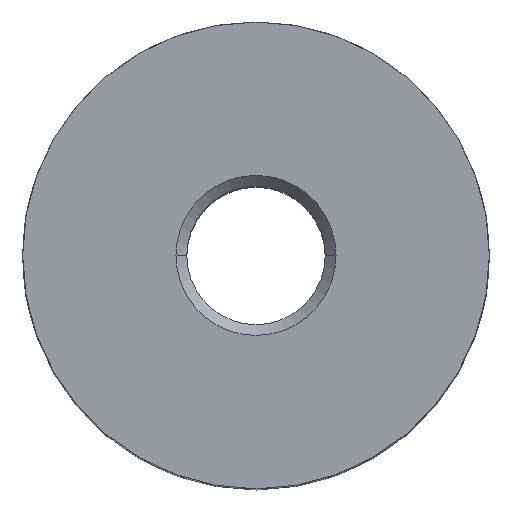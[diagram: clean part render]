
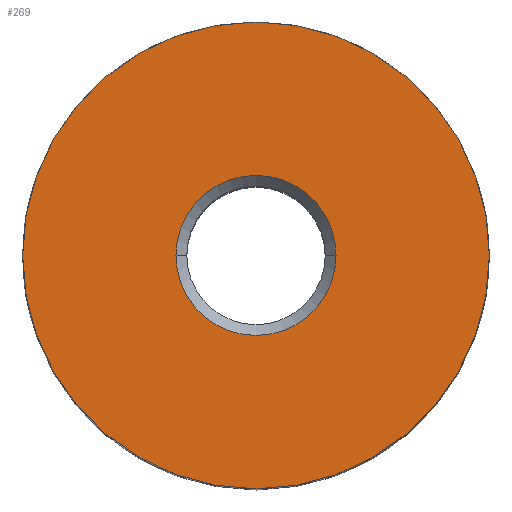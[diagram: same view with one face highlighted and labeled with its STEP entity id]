
A CAD part, top view. The second image highlights one B-rep face of the part: STEP entity #269.
In plain terms, the highlighted planar face has unit normal (0, 0, 1).
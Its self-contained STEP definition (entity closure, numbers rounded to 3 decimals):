
#269=ADVANCED_FACE('',(#673,#674),#675,.T.);
#299=VERTEX_POINT('',#707);
#303=VERTEX_POINT('',#711);
#305=EDGE_CURVE('',#303,#299,#713,.T.);
#431=VERTEX_POINT('',#839);
#435=VERTEX_POINT('',#843);
#439=EDGE_CURVE('',#431,#435,#847,.T.);
#517=EDGE_CURVE('',#435,#431,#925,.T.);
#537=EDGE_CURVE('',#299,#303,#945,.T.);
#673=FACE_OUTER_BOUND('',#1071,.T.);
#674=FACE_BOUND('',#1072,.T.);
#675=PLANE('',#1073);
#707=CARTESIAN_POINT('',(35.0,0.,100.0));
#711=CARTESIAN_POINT('',(-35.0,0.,100.0));
#713=CIRCLE('',#1123,35.0);
#839=CARTESIAN_POINT('',(12.0,0.0,100.0));
#843=CARTESIAN_POINT('',(-12.0,0.,100.0));
#847=CIRCLE('',#1313,12.0);
#925=CIRCLE('',#1436,12.0);
#945=CIRCLE('',#1466,35.0);
#1071=EDGE_LOOP('',(#1773,#1774));
#1072=EDGE_LOOP('',(#1775,#1776));
#1073=AXIS2_PLACEMENT_3D('',#1777,#1778,#1779);
#1123=AXIS2_PLACEMENT_3D('',#1801,#1802,#1803);
#1313=AXIS2_PLACEMENT_3D('',#1869,#1870,#1871);
#1436=AXIS2_PLACEMENT_3D('',#1914,#1915,#1916);
#1466=AXIS2_PLACEMENT_3D('',#1944,#1945,#1946);
#1773=ORIENTED_EDGE('',*,*,#537,.T.);
#1774=ORIENTED_EDGE('',*,*,#305,.T.);
#1775=ORIENTED_EDGE('',*,*,#439,.T.);
#1776=ORIENTED_EDGE('',*,*,#517,.T.);
#1777=CARTESIAN_POINT('',(0.,0.,100.0));
#1778=DIRECTION('',(0.0,0.0,1.0));
#1779=DIRECTION('',(1.0,-0.0,0.0));
#1801=CARTESIAN_POINT('',(0.0,0.0,100.0));
#1802=DIRECTION('',(0.0,0.0,1.0));
#1803=DIRECTION('',(-1.0,0.0,0.0));
#1869=CARTESIAN_POINT('',(0.,0.0,100.0));
#1870=DIRECTION('',(0.0,0.0,-1.0));
#1871=DIRECTION('',(1.0,0.0,0.0));
#1914=CARTESIAN_POINT('',(0.,0.0,100.0));
#1915=DIRECTION('',(0.0,0.0,-1.0));
#1916=DIRECTION('',(1.0,0.0,0.0));
#1944=CARTESIAN_POINT('',(0.0,0.0,100.0));
#1945=DIRECTION('',(0.0,0.0,1.0));
#1946=DIRECTION('',(-1.0,0.0,0.0));
